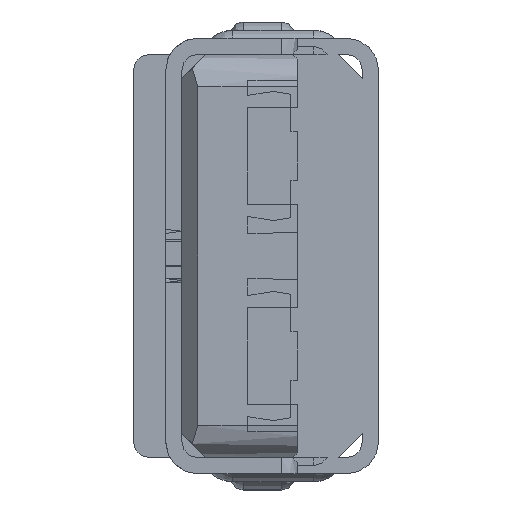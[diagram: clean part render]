
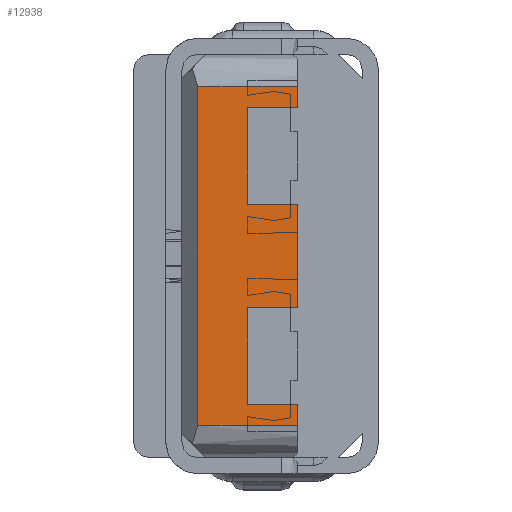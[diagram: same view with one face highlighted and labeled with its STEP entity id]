
A CAD part, left-side view. The second image highlights one B-rep face of the part: STEP entity #12938.
In plain terms, the highlighted planar face has unit normal (-1, 0, 0).
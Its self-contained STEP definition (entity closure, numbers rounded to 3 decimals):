
#3098=DIRECTION('',(0.,0.,-1.));
#3099=VECTOR('',#3098,0.132);
#3100=CARTESIAN_POINT('',(-175.33,-0.156,-0.918));
#3101=LINE('',#3100,#3099);
#3122=DIRECTION('',(0.,1.,0.));
#3123=VECTOR('',#3122,0.616);
#3124=CARTESIAN_POINT('',(-175.33,-0.156,-1.05));
#3125=LINE('',#3124,#3123);
#3625=DIRECTION('',(0.,-1.,0.));
#3626=VECTOR('',#3625,0.616);
#3627=CARTESIAN_POINT('',(-175.33,0.46,1.05));
#3628=LINE('',#3627,#3626);
#3659=DIRECTION('',(0.,0.,-1.));
#3660=VECTOR('',#3659,0.132);
#3661=CARTESIAN_POINT('',(-175.33,-0.156,1.05));
#3662=LINE('',#3661,#3660);
#3788=DIRECTION('',(0.,0.,-1.));
#3789=VECTOR('',#3788,0.643);
#3790=CARTESIAN_POINT('',(-175.33,-0.156,0.322));
#3791=LINE('',#3790,#3789);
#3840=DIRECTION('',(0.,-1.,0.));
#3841=VECTOR('',#3840,0.306);
#3842=CARTESIAN_POINT('',(-175.33,0.15,-0.918));
#3843=LINE('',#3842,#3841);
#3988=DIRECTION('',(0.,-1.,0.));
#3989=VECTOR('',#3988,0.306);
#3990=CARTESIAN_POINT('',(-175.33,0.15,0.918));
#3991=LINE('',#3990,#3989);
#3992=DIRECTION('',(0.,0.,1.));
#3993=VECTOR('',#3992,0.597);
#3994=CARTESIAN_POINT('',(-175.33,0.15,0.322));
#3995=LINE('',#3994,#3993);
#3996=DIRECTION('',(0.,-1.,0.));
#3997=VECTOR('',#3996,0.306);
#3998=CARTESIAN_POINT('',(-175.33,0.15,-0.322));
#3999=LINE('',#3998,#3997);
#4000=DIRECTION('',(0.,0.,1.));
#4001=VECTOR('',#4000,0.597);
#4002=CARTESIAN_POINT('',(-175.33,0.15,-0.918));
#4003=LINE('',#4002,#4001);
#4016=DIRECTION('',(0.,0.,1.));
#4017=VECTOR('',#4016,2.1);
#4018=CARTESIAN_POINT('',(-175.33,0.46,-1.05));
#4019=LINE('',#4018,#4017);
#4738=DIRECTION('',(0.,-1.,0.));
#4739=VECTOR('',#4738,0.306);
#4740=CARTESIAN_POINT('',(-175.33,0.15,0.322));
#4741=LINE('',#4740,#4739);
#6330=CARTESIAN_POINT('',(-175.33,-0.156,1.05));
#6331=CARTESIAN_POINT('',(-175.33,-0.156,0.918));
#6332=VERTEX_POINT('',#6330);
#6333=VERTEX_POINT('',#6331);
#6409=CARTESIAN_POINT('',(-175.33,-0.156,-0.918));
#6411=VERTEX_POINT('',#6409);
#6461=CARTESIAN_POINT('',(-175.33,-0.156,0.322));
#6463=VERTEX_POINT('',#6461);
#6492=CARTESIAN_POINT('',(-175.33,-0.156,-1.05));
#6493=CARTESIAN_POINT('',(-175.33,0.46,-1.05));
#6494=VERTEX_POINT('',#6492);
#6495=VERTEX_POINT('',#6493);
#6521=CARTESIAN_POINT('',(-175.33,-0.156,-0.322));
#6523=VERTEX_POINT('',#6521);
#6639=CARTESIAN_POINT('',(-175.33,0.15,-0.918));
#6641=VERTEX_POINT('',#6639);
#6742=CARTESIAN_POINT('',(-175.33,0.15,0.322));
#6743=VERTEX_POINT('',#6742);
#6900=CARTESIAN_POINT('',(-175.33,0.46,1.05));
#6901=VERTEX_POINT('',#6900);
#6934=CARTESIAN_POINT('',(-175.33,0.15,-0.322));
#6935=VERTEX_POINT('',#6934);
#6936=CARTESIAN_POINT('',(-175.33,0.15,0.918));
#6937=VERTEX_POINT('',#6936);
#12915=CARTESIAN_POINT('',(-175.33,0.61,0.45));
#12916=DIRECTION('',(1.,0.,0.));
#12917=DIRECTION('',(0.,0.,1.));
#12918=AXIS2_PLACEMENT_3D('',#12915,#12916,#12917);
#12919=PLANE('',#12918);
#12921=ORIENTED_EDGE('',*,*,#12920,.T.);
#12922=ORIENTED_EDGE('',*,*,#12419,.T.);
#12923=ORIENTED_EDGE('',*,*,#12443,.T.);
#12925=ORIENTED_EDGE('',*,*,#12924,.F.);
#12927=ORIENTED_EDGE('',*,*,#12926,.F.);
#12929=ORIENTED_EDGE('',*,*,#12928,.T.);
#12930=ORIENTED_EDGE('',*,*,#12639,.T.);
#12931=ORIENTED_EDGE('',*,*,#12691,.F.);
#12932=ORIENTED_EDGE('',*,*,#12707,.F.);
#12933=ORIENTED_EDGE('',*,*,#12723,.T.);
#12934=ORIENTED_EDGE('',*,*,#11994,.T.);
#12935=ORIENTED_EDGE('',*,*,#12018,.T.);
#12936=EDGE_LOOP('',(#12921,#12922,#12923,#12925,#12927,#12929,#12930,#12931,
#12932,#12933,#12934,#12935));
#12937=FACE_OUTER_BOUND('',#12936,.F.);
#12938=ADVANCED_FACE('',(#12937),#12919,.F.);
#11994=EDGE_CURVE('',#6411,#6494,#3101,.T.);
#12018=EDGE_CURVE('',#6494,#6495,#3125,.T.);
#12419=EDGE_CURVE('',#6901,#6332,#3628,.T.);
#12443=EDGE_CURVE('',#6332,#6333,#3662,.T.);
#12639=EDGE_CURVE('',#6463,#6523,#3791,.T.);
#12691=EDGE_CURVE('',#6935,#6523,#3999,.T.);
#12707=EDGE_CURVE('',#6641,#6935,#4003,.T.);
#12723=EDGE_CURVE('',#6641,#6411,#3843,.T.);
#12920=EDGE_CURVE('',#6495,#6901,#4019,.T.);
#12924=EDGE_CURVE('',#6937,#6333,#3991,.T.);
#12926=EDGE_CURVE('',#6743,#6937,#3995,.T.);
#12928=EDGE_CURVE('',#6743,#6463,#4741,.T.);
